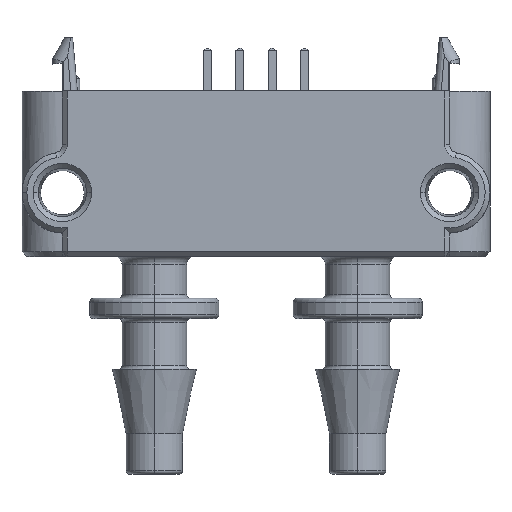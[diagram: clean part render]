
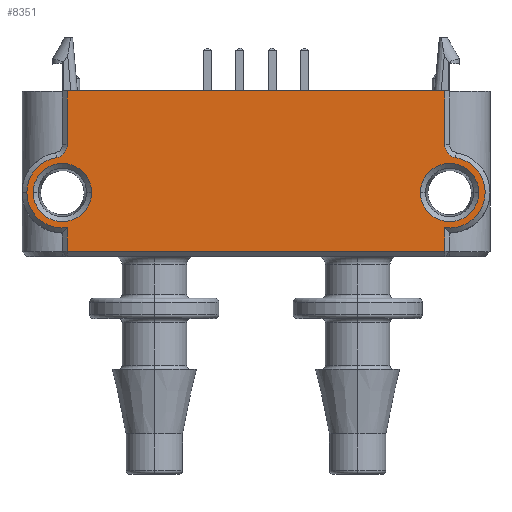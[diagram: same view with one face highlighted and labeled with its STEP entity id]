
A CAD part, top view. The second image highlights one B-rep face of the part: STEP entity #8351.
In plain terms, the highlighted planar face has unit normal (0, 0, 1).
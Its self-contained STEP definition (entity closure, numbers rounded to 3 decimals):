
#98 = CARTESIAN_POINT ( 'NONE',  ( -14.2, 3.95, 8.975 ) ) ;
#134 = DIRECTION ( 'NONE',  ( -1., 0., 0. ) ) ;
#211 = DIRECTION ( 'NONE',  ( 1., 0., 0. ) ) ;
#222 = CARTESIAN_POINT ( 'NONE',  ( 11.7, 0.3, 8.975 ) ) ;
#619 = DIRECTION ( 'NONE',  ( 0., 0., 1. ) ) ;
#915 = DIRECTION ( 'NONE',  ( -1., 0., 0. ) ) ;
#943 = DIRECTION ( 'NONE',  ( -1., 0., 0. ) ) ;
#1069 = EDGE_CURVE ( 'NONE', #2033, #14632, #2695, .T. ) ;
#1083 = CARTESIAN_POINT ( 'NONE',  ( -10.193, 3.95, 8.975 ) ) ;
#1328 = ORIENTED_EDGE ( 'NONE', *, *, #13562, .T. ) ;
#1331 = CARTESIAN_POINT ( 'NONE',  ( 10.193, 3.95, 8.975 ) ) ;
#1711 = CIRCLE ( 'NONE', #3301, 1.807 ) ;
#2033 = VERTEX_POINT ( 'NONE', #11155 ) ;
#2300 = CARTESIAN_POINT ( 'NONE',  ( -12., 0.3, 8.975 ) ) ;
#2413 = CARTESIAN_POINT ( 'NONE',  ( -13.807, 3.95, 8.975 ) ) ;
#2454 = CIRCLE ( 'NONE', #4274, 0.8 ) ;
#2485 = AXIS2_PLACEMENT_3D ( 'NONE', #13079, #619, #15176 ) ;
#2695 = LINE ( 'NONE', #5698, #24282 ) ;
#2807 = ORIENTED_EDGE ( 'NONE', *, *, #15856, .T. ) ;
#2809 = PLANE ( 'NONE',  #25394 ) ;
#3301 = AXIS2_PLACEMENT_3D ( 'NONE', #18974, #6464, #21085 ) ;
#3334 = CARTESIAN_POINT ( 'NONE',  ( -12., 3.95, 8.975 ) ) ;
#3421 = ORIENTED_EDGE ( 'NONE', *, *, #15363, .T. ) ;
#3490 = EDGE_CURVE ( 'NONE', #22040, #9512, #24725, .T. ) ;
#4047 = VERTEX_POINT ( 'NONE', #222 ) ;
#4274 = AXIS2_PLACEMENT_3D ( 'NONE', #25969, #13387, #943 ) ;
#4337 = CARTESIAN_POINT ( 'NONE',  ( -12.5, 6.908, 8.975 ) ) ;
#5046 = CARTESIAN_POINT ( 'NONE',  ( 12.367, 6.119, 8.975 ) ) ;
#5186 = CIRCLE ( 'NONE', #6726, 2.2 ) ;
#5275 = CARTESIAN_POINT ( 'NONE',  ( -11.7, 10.25, 8.975 ) ) ;
#5447 = DIRECTION ( 'NONE',  ( -1., 0., 0. ) ) ;
#5698 = CARTESIAN_POINT ( 'NONE',  ( 11.7, 10.25, 8.975 ) ) ;
#6111 = VERTEX_POINT ( 'NONE', #21199 ) ;
#6293 = CARTESIAN_POINT ( 'NONE',  ( -12., 3.95, 8.975 ) ) ;
#6431 = DIRECTION ( 'NONE',  ( -1., 0., 0. ) ) ;
#6464 = DIRECTION ( 'NONE',  ( 0., 0., -1. ) ) ;
#6726 = AXIS2_PLACEMENT_3D ( 'NONE', #6293, #20911, #8392 ) ;
#6758 = CARTESIAN_POINT ( 'NONE',  ( 11.7, 10.25, 8.975 ) ) ;
#7593 = CARTESIAN_POINT ( 'NONE',  ( 11.7, 10.25, 8.975 ) ) ;
#7905 = CIRCLE ( 'NONE', #20988, 0.8 ) ;
#8017 = CARTESIAN_POINT ( 'NONE',  ( 12., 3.95, 8.975 ) ) ;
#8351 = ADVANCED_FACE ( 'NONE', ( #17648, #22576, #16969 ), #2809, .F. ) ;
#8392 = DIRECTION ( 'NONE',  ( -1., 0., 0. ) ) ;
#8394 = ORIENTED_EDGE ( 'NONE', *, *, #19831, .T. ) ;
#8436 = VERTEX_POINT ( 'NONE', #9656 ) ;
#9512 = VERTEX_POINT ( 'NONE', #5046 ) ;
#9656 = CARTESIAN_POINT ( 'NONE',  ( 13.807, 3.95, 8.975 ) ) ;
#9700 = VERTEX_POINT ( 'NONE', #20660 ) ;
#9785 = ORIENTED_EDGE ( 'NONE', *, *, #3490, .T. ) ;
#9804 = CIRCLE ( 'NONE', #23488, 1.807 ) ;
#10087 = DIRECTION ( 'NONE',  ( -1., 0., 0. ) ) ;
#10186 = EDGE_CURVE ( 'NONE', #6111, #24808, #5186, .T. ) ;
#10276 = LINE ( 'NONE', #2300, #20109 ) ;
#10666 = ORIENTED_EDGE ( 'NONE', *, *, #13164, .T. ) ;
#11036 = CARTESIAN_POINT ( 'NONE',  ( -11.7, 10.25, 8.975 ) ) ;
#11155 = CARTESIAN_POINT ( 'NONE',  ( 11.7, 6.908, 8.975 ) ) ;
#11167 = EDGE_LOOP ( 'NONE', ( #8394, #1328 ) ) ;
#11292 = CARTESIAN_POINT ( 'NONE',  ( -12., 10.25, 8.975 ) ) ;
#11415 = VECTOR ( 'NONE', #19509, 1000. ) ;
#11448 = VERTEX_POINT ( 'NONE', #20133 ) ;
#11651 = VERTEX_POINT ( 'NONE', #19197 ) ;
#12005 = DIRECTION ( 'NONE',  ( 0., 0., -1. ) ) ;
#12056 = EDGE_CURVE ( 'NONE', #21471, #20403, #1711, .T. ) ;
#12088 = LINE ( 'NONE', #11036, #22583 ) ;
#12501 = DIRECTION ( 'NONE',  ( 1., 0., 0. ) ) ;
#12580 = EDGE_CURVE ( 'NONE', #11448, #6111, #7905, .T. ) ;
#12606 = DIRECTION ( 'NONE',  ( 0., 0., 1. ) ) ;
#13031 = AXIS2_PLACEMENT_3D ( 'NONE', #24550, #12005, #26657 ) ;
#13079 = CARTESIAN_POINT ( 'NONE',  ( 12., 3.95, 8.975 ) ) ;
#13110 = DIRECTION ( 'NONE',  ( 0., -1., 0. ) ) ;
#13164 = EDGE_CURVE ( 'NONE', #11651, #9700, #12088, .T. ) ;
#13351 = DIRECTION ( 'NONE',  ( 0., 0., -1. ) ) ;
#13387 = DIRECTION ( 'NONE',  ( 0., 0., -1. ) ) ;
#13468 = ORIENTED_EDGE ( 'NONE', *, *, #12056, .T. ) ;
#13562 = EDGE_CURVE ( 'NONE', #15622, #8436, #9804, .T. ) ;
#13755 = EDGE_CURVE ( 'NONE', #22839, #11448, #21916, .T. ) ;
#14377 = VECTOR ( 'NONE', #24319, 1000. ) ;
#14632 = VERTEX_POINT ( 'NONE', #6758 ) ;
#14659 = ORIENTED_EDGE ( 'NONE', *, *, #17571, .T. ) ;
#14734 = ORIENTED_EDGE ( 'NONE', *, *, #12580, .T. ) ;
#14807 = EDGE_LOOP ( 'NONE', ( #13468, #3421 ) ) ;
#15086 = ORIENTED_EDGE ( 'NONE', *, *, #26583, .T. ) ;
#15176 = DIRECTION ( 'NONE',  ( -1., 0., 0. ) ) ;
#15363 = EDGE_CURVE ( 'NONE', #20403, #21471, #26412, .T. ) ;
#15445 = ORIENTED_EDGE ( 'NONE', *, *, #1069, .T. ) ;
#15622 = VERTEX_POINT ( 'NONE', #1331 ) ;
#15775 = LINE ( 'NONE', #25054, #16423 ) ;
#15856 = EDGE_CURVE ( 'NONE', #24808, #11651, #25731, .T. ) ;
#16423 = VECTOR ( 'NONE', #12501, 1000. ) ;
#16425 = ORIENTED_EDGE ( 'NONE', *, *, #10186, .T. ) ;
#16632 = ORIENTED_EDGE ( 'NONE', *, *, #23421, .T. ) ;
#16969 = FACE_OUTER_BOUND ( 'NONE', #24684, .T. ) ;
#17571 = EDGE_CURVE ( 'NONE', #9700, #4047, #10276, .T. ) ;
#17648 = FACE_BOUND ( 'NONE', #14807, .T. ) ;
#17903 = AXIS2_PLACEMENT_3D ( 'NONE', #25148, #12606, #134 ) ;
#17937 = DIRECTION ( 'NONE',  ( 0., 0., -1. ) ) ;
#18940 = DIRECTION ( 'NONE',  ( 0., 0., -1. ) ) ;
#18974 = CARTESIAN_POINT ( 'NONE',  ( -12., 3.95, 8.975 ) ) ;
#19197 = CARTESIAN_POINT ( 'NONE',  ( -11.7, 1.771, 8.975 ) ) ;
#19509 = DIRECTION ( 'NONE',  ( 0., -1., 0. ) ) ;
#19831 = EDGE_CURVE ( 'NONE', #8436, #15622, #23056, .T. ) ;
#20109 = VECTOR ( 'NONE', #211, 1000. ) ;
#20133 = CARTESIAN_POINT ( 'NONE',  ( -11.7, 6.908, 8.975 ) ) ;
#20315 = DIRECTION ( 'NONE',  ( 0., 1., 0. ) ) ;
#20403 = VERTEX_POINT ( 'NONE', #2413 ) ;
#20630 = ORIENTED_EDGE ( 'NONE', *, *, #13755, .T. ) ;
#20660 = CARTESIAN_POINT ( 'NONE',  ( -11.7, 0.3, 8.975 ) ) ;
#20703 = EDGE_CURVE ( 'NONE', #22839, #14632, #15775, .T. ) ;
#20911 = DIRECTION ( 'NONE',  ( 0., 0., 1. ) ) ;
#20988 = AXIS2_PLACEMENT_3D ( 'NONE', #4337, #18940, #6431 ) ;
#21085 = DIRECTION ( 'NONE',  ( -1., 0., 0. ) ) ;
#21199 = CARTESIAN_POINT ( 'NONE',  ( -12.367, 6.119, 8.975 ) ) ;
#21471 = VERTEX_POINT ( 'NONE', #1083 ) ;
#21776 = AXIS2_PLACEMENT_3D ( 'NONE', #3334, #17937, #5447 ) ;
#21916 = LINE ( 'NONE', #25719, #11415 ) ;
#22040 = VERTEX_POINT ( 'NONE', #26781 ) ;
#22576 = FACE_BOUND ( 'NONE', #11167, .T. ) ;
#22583 = VECTOR ( 'NONE', #13110, 1000. ) ;
#22629 = DIRECTION ( 'NONE',  ( 0., 0., -1. ) ) ;
#22839 = VERTEX_POINT ( 'NONE', #5275 ) ;
#23056 = CIRCLE ( 'NONE', #13031, 1.807 ) ;
#23421 = EDGE_CURVE ( 'NONE', #4047, #22040, #26205, .T. ) ;
#23488 = AXIS2_PLACEMENT_3D ( 'NONE', #8017, #22629, #10087 ) ;
#24180 = ORIENTED_EDGE ( 'NONE', *, *, #20703, .F. ) ;
#24282 = VECTOR ( 'NONE', #20315, 1000. ) ;
#24319 = DIRECTION ( 'NONE',  ( 0., 1., 0. ) ) ;
#24550 = CARTESIAN_POINT ( 'NONE',  ( 12., 3.95, 8.975 ) ) ;
#24684 = EDGE_LOOP ( 'NONE', ( #24180, #20630, #14734, #16425, #2807, #10666, #14659, #16632, #9785, #15086, #15445 ) ) ;
#24725 = CIRCLE ( 'NONE', #2485, 2.2 ) ;
#24808 = VERTEX_POINT ( 'NONE', #98 ) ;
#25054 = CARTESIAN_POINT ( 'NONE',  ( -12., 10.25, 8.975 ) ) ;
#25148 = CARTESIAN_POINT ( 'NONE',  ( -12., 3.95, 8.975 ) ) ;
#25394 = AXIS2_PLACEMENT_3D ( 'NONE', #11292, #13351, #915 ) ;
#25719 = CARTESIAN_POINT ( 'NONE',  ( -11.7, 10.25, 8.975 ) ) ;
#25731 = CIRCLE ( 'NONE', #17903, 2.2 ) ;
#25969 = CARTESIAN_POINT ( 'NONE',  ( 12.5, 6.908, 8.975 ) ) ;
#26205 = LINE ( 'NONE', #7593, #14377 ) ;
#26412 = CIRCLE ( 'NONE', #21776, 1.807 ) ;
#26583 = EDGE_CURVE ( 'NONE', #9512, #2033, #2454, .T. ) ;
#26657 = DIRECTION ( 'NONE',  ( -1., 0., 0. ) ) ;
#26781 = CARTESIAN_POINT ( 'NONE',  ( 11.7, 1.771, 8.975 ) ) ;
